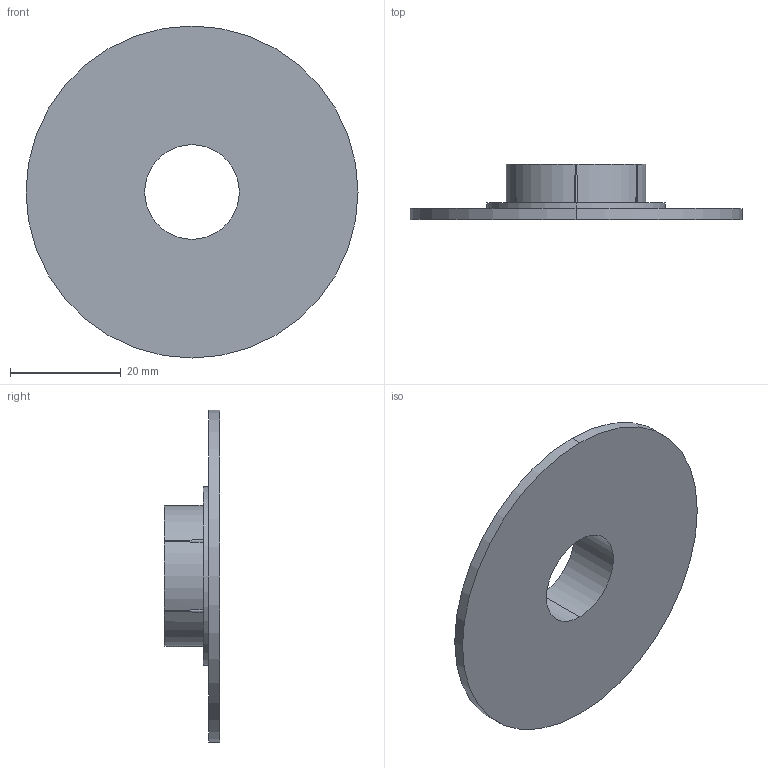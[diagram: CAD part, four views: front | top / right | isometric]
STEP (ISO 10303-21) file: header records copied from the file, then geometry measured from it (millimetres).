
FILE_DESCRIPTION (( 'STEP AP214' ), '1' );
FILE_NAME ('ABS small bearing fit test.STEP', '2025-02-14T22:14:41', ( '' ), ( '' ), 'SwSTEP 2.0', 'SolidWorks 2024', '' );
FILE_SCHEMA (( 'AUTOMOTIVE_DESIGN' ));
Length unit declared in the file: millimetre
Products named in the file (1): ABS small bearing fit test
Bounding box: 60 x 10 x 60 mm (x, y, z)
Volume: 7698.2 mm3; surface area: 6771.3 mm2
Topology: 1 solids, 1 shells, 25 faces, 63 edges, 42 vertices
Faces by surface type: cylinder 12, cone 9, plane 4
Entity records: 890 total; most frequent: CARTESIAN_POINT 245, DIRECTION 141, ORIENTED_EDGE 126, AXIS2_PLACEMENT_3D 66, EDGE_CURVE 63, VERTEX_POINT 42, CIRCLE 40, EDGE_LOOP 29
